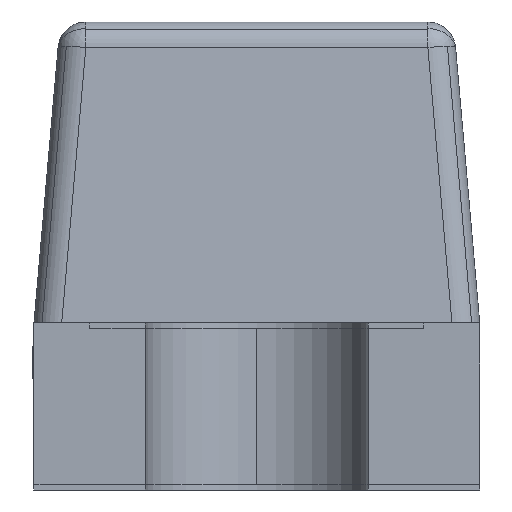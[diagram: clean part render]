
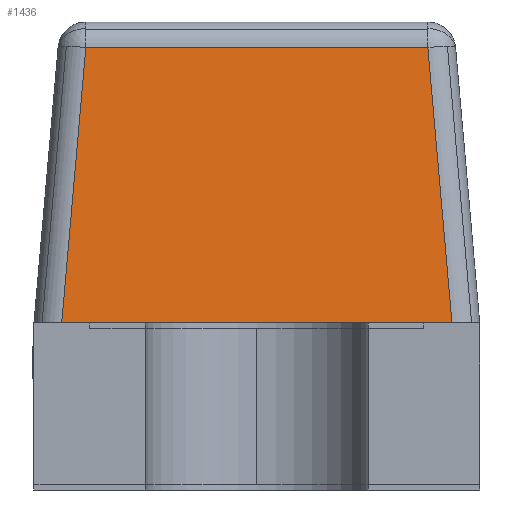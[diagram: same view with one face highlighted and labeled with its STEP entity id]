
A CAD part, left-side view. The second image highlights one B-rep face of the part: STEP entity #1436.
In plain terms, the highlighted planar face has unit normal (-0.996, 0, 0.087).
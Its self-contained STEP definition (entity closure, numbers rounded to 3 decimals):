
#62 = DIRECTION ( 'NONE',  ( 0., -1., 0. ) ) ;
#264 = VECTOR ( 'NONE', #861, 1000. ) ;
#331 = PLANE ( 'NONE',  #2009 ) ;
#387 = DIRECTION ( 'NONE',  ( 0., 1., 0. ) ) ;
#447 = DIRECTION ( 'NONE',  ( -0.087, -0.087, -0.992 ) ) ;
#618 = LINE ( 'NONE', #1486, #3564 ) ;
#861 = DIRECTION ( 'NONE',  ( 0.087, -0.087, 0.992 ) ) ;
#877 = CARTESIAN_POINT ( 'NONE',  ( -0.497, -0.347, 0.339 ) ) ;
#1092 = ORIENTED_EDGE ( 'NONE', *, *, #2738, .F. ) ;
#1096 = VERTEX_POINT ( 'NONE', #4169 ) ;
#1184 = VECTOR ( 'NONE', #447, 1000. ) ;
#1236 = LINE ( 'NONE', #1757, #264 ) ;
#1263 = ORIENTED_EDGE ( 'NONE', *, *, #3721, .T. ) ;
#1370 = EDGE_LOOP ( 'NONE', ( #1938, #1263, #1092, #3321 ) ) ;
#1436 = ADVANCED_FACE ( 'NONE', ( #4242 ), #331, .T. ) ;
#1465 = CARTESIAN_POINT ( 'NONE',  ( -0.457, -0.307, 0.794 ) ) ;
#1486 = CARTESIAN_POINT ( 'NONE',  ( -0.5, 0.4, 0.3 ) ) ;
#1640 = VECTOR ( 'NONE', #62, 1000. ) ;
#1757 = CARTESIAN_POINT ( 'NONE',  ( -0.497, 0.348, 0.33 ) ) ;
#1938 = ORIENTED_EDGE ( 'NONE', *, *, #4815, .F. ) ;
#2009 = AXIS2_PLACEMENT_3D ( 'NONE', #5570, #5142, #387 ) ;
#2695 = VERTEX_POINT ( 'NONE', #2980 ) ;
#2738 = EDGE_CURVE ( 'NONE', #3416, #4350, #3461, .T. ) ;
#2980 = CARTESIAN_POINT ( 'NONE',  ( -0.457, 0.307, 0.794 ) ) ;
#3321 = ORIENTED_EDGE ( 'NONE', *, *, #4957, .F. ) ;
#3416 = VERTEX_POINT ( 'NONE', #1465 ) ;
#3461 = LINE ( 'NONE', #877, #1184 ) ;
#3564 = VECTOR ( 'NONE', #4920, 1000. ) ;
#3721 = EDGE_CURVE ( 'NONE', #1096, #4350, #618, .T. ) ;
#3978 = LINE ( 'NONE', #4904, #1640 ) ;
#4159 = CARTESIAN_POINT ( 'NONE',  ( -0.5, -0.35, 0.3 ) ) ;
#4169 = CARTESIAN_POINT ( 'NONE',  ( -0.5, 0.35, 0.3 ) ) ;
#4242 = FACE_OUTER_BOUND ( 'NONE', #1370, .T. ) ;
#4350 = VERTEX_POINT ( 'NONE', #4159 ) ;
#4815 = EDGE_CURVE ( 'NONE', #1096, #2695, #1236, .T. ) ;
#4904 = CARTESIAN_POINT ( 'NONE',  ( -0.457, -0.2, 0.794 ) ) ;
#4920 = DIRECTION ( 'NONE',  ( 0., -1., 0. ) ) ;
#4957 = EDGE_CURVE ( 'NONE', #2695, #3416, #3978, .T. ) ;
#5142 = DIRECTION ( 'NONE',  ( -0.996, 0., 0.087 ) ) ;
#5570 = CARTESIAN_POINT ( 'NONE',  ( -0.5, -0.4, 0.3 ) ) ;
